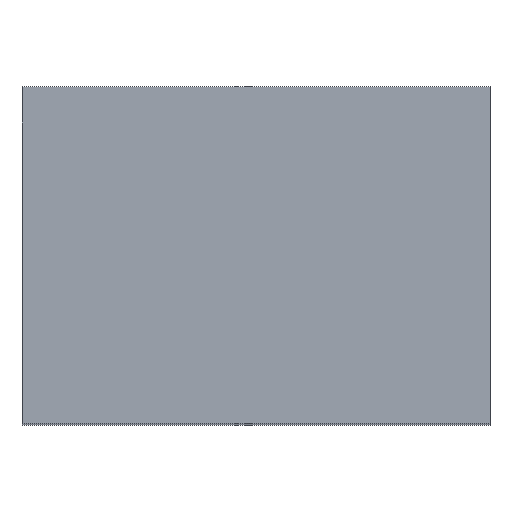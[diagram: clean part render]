
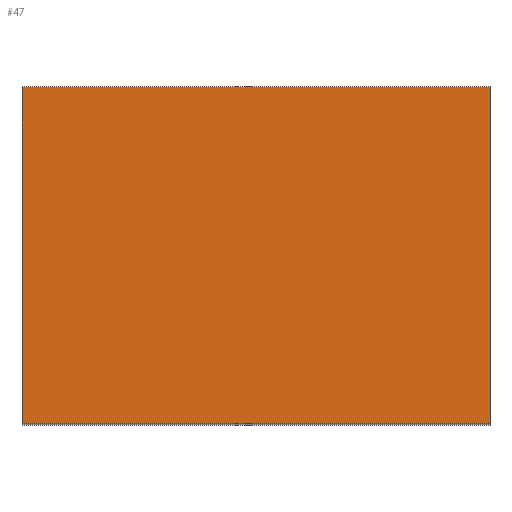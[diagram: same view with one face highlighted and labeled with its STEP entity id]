
A CAD part, top view. The second image highlights one B-rep face of the part: STEP entity #47.
In plain terms, the highlighted planar face has unit normal (0, 0, 1).
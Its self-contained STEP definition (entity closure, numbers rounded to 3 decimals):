
#47=ADVANCED_FACE('',(#63),#231,.T.);
#63=FACE_OUTER_BOUND('',#79,.T.);
#79=EDGE_LOOP('',(#114,#115,#116,#117));
#114=ORIENTED_EDGE('',*,*,#162,.T.);
#115=ORIENTED_EDGE('',*,*,#163,.T.);
#116=ORIENTED_EDGE('',*,*,#164,.F.);
#117=ORIENTED_EDGE('',*,*,#159,.F.);
#159=EDGE_CURVE('',#215,#216,#181,.T.);
#162=EDGE_CURVE('',#215,#218,#184,.T.);
#163=EDGE_CURVE('',#218,#219,#185,.T.);
#164=EDGE_CURVE('',#216,#219,#186,.T.);
#181=B_SPLINE_CURVE_WITH_KNOTS('',1,(#414,#415),.UNSPECIFIED.,.F.,.F.,(2,
2),(0.,25.),.UNSPECIFIED.);
#184=B_SPLINE_CURVE_WITH_KNOTS('',1,(#420,#421),.UNSPECIFIED.,.F.,.F.,(2,
2),(-74.,-56.),.UNSPECIFIED.);
#185=B_SPLINE_CURVE_WITH_KNOTS('',1,(#422,#423),.UNSPECIFIED.,.F.,.F.,(2,
2),(0.,25.),.UNSPECIFIED.);
#186=B_SPLINE_CURVE_WITH_KNOTS('',1,(#424,#425),.UNSPECIFIED.,.F.,.F.,(2,
2),(-74.,-56.),.UNSPECIFIED.);
#215=VERTEX_POINT('',#401);
#216=VERTEX_POINT('',#402);
#218=VERTEX_POINT('',#404);
#219=VERTEX_POINT('',#405);
#231=PLANE('',#267);
#267=AXIS2_PLACEMENT_3D('',#393,#282,$);
#282=DIRECTION('',(0.,0.,1.));
#393=CARTESIAN_POINT('',(8.,-9.,38.1));
#401=CARTESIAN_POINT('',(8.,-9.,38.1));
#402=CARTESIAN_POINT('',(-17.,-9.,38.1));
#404=CARTESIAN_POINT('',(8.,9.,38.1));
#405=CARTESIAN_POINT('',(-17.,9.,38.1));
#414=CARTESIAN_POINT('',(8.,-9.,38.1));
#415=CARTESIAN_POINT('',(-17.,-9.,38.1));
#420=CARTESIAN_POINT('',(8.,-9.,38.1));
#421=CARTESIAN_POINT('',(8.,9.,38.1));
#422=CARTESIAN_POINT('',(8.,9.,38.1));
#423=CARTESIAN_POINT('',(-17.,9.,38.1));
#424=CARTESIAN_POINT('',(-17.,-9.,38.1));
#425=CARTESIAN_POINT('',(-17.,9.,38.1));
